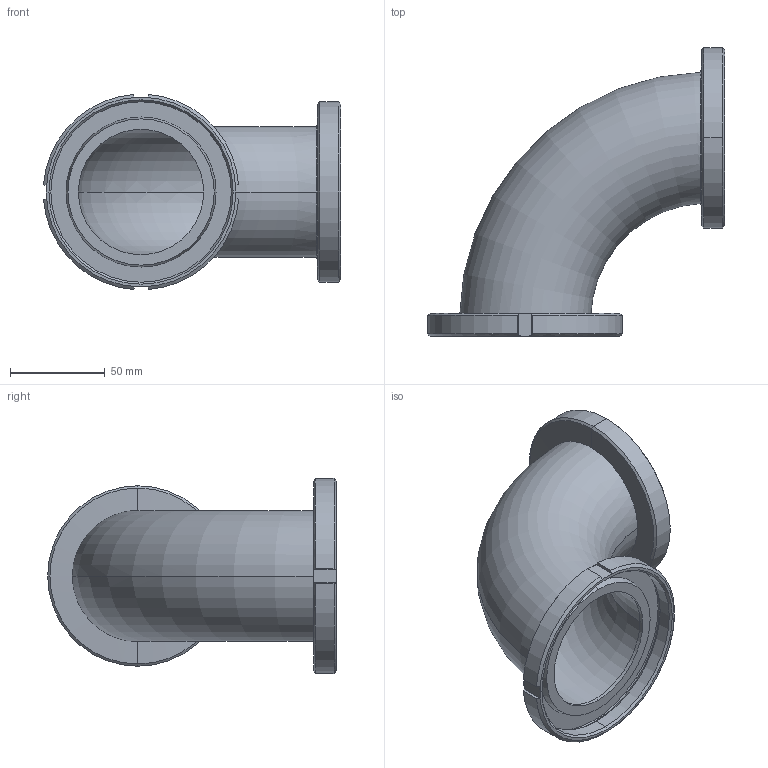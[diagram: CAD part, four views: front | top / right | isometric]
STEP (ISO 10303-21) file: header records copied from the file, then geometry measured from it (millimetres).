
FILE_DESCRIPTION (( 'STEP AP203' ), '1' );
FILE_NAME ('3D_M3007_DN65_174784360.STEP', '2024-11-22T11:17:04', ( '' ), ( '' ), 'SwSTEP 2.0', 'SolidWorks 2023', '' );
FILE_SCHEMA (( 'CONFIG_CONTROL_DESIGN' ));
Length unit declared in the file: millimetre
Products named in the file (1): 3D_M3007_DN65_174784360
Bounding box: 156.36 x 151.99 x 102.73 mm (x, y, z)
Volume: 87707.5 mm3; surface area: 96736 mm2
Topology: 2 solids, 2 shells, 70 faces, 162 edges, 100 vertices
Faces by surface type: cone 26, plane 20, cylinder 18, torus 6
Entity records: 2408 total; most frequent: CARTESIAN_POINT 756, DIRECTION 334, ORIENTED_EDGE 324, EDGE_CURVE 162, AXIS2_PLACEMENT_3D 143, VERTEX_POINT 100, EDGE_LOOP 78, CIRCLE 72
